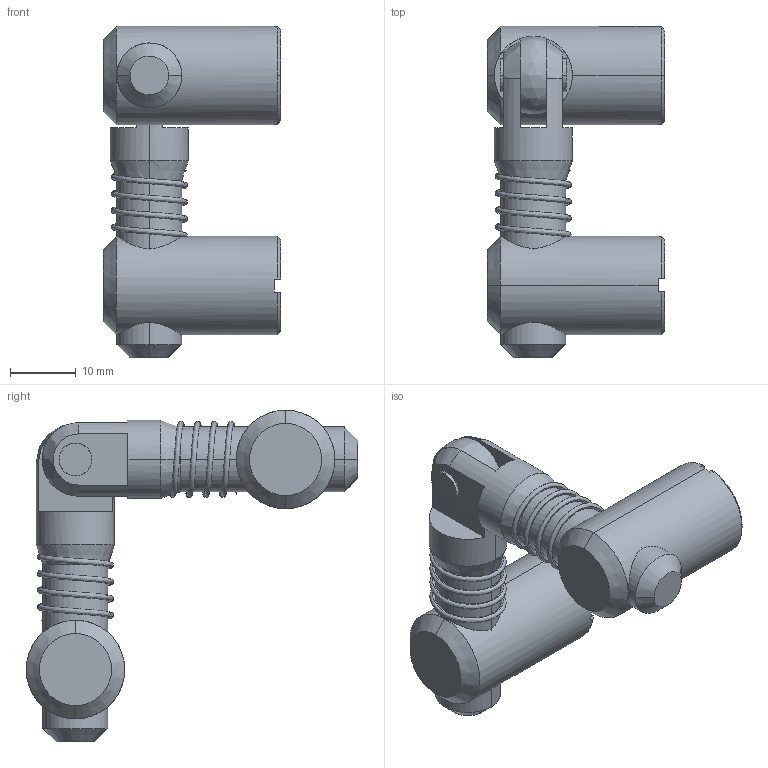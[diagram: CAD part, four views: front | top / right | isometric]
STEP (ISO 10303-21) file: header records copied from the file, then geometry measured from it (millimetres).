
FILE_DESCRIPTION (( 'STEP AP214' ), '1' );
FILE_NAME ('2.04.spmp.STEP', '2025-06-14T18:20:27', ( '' ), ( '' ), 'SwSTEP 2.0', 'SolidWorks 2023', '' );
FILE_SCHEMA (( 'AUTOMOTIVE_DESIGN' ));
Length unit declared in the file: millimetre
Products named in the file (1): 2.04.spmp
Bounding box: 27 x 50.5 x 50.5 mm (x, y, z)
Surface area: 8499.2 mm2 (no closed solid volume)
Topology: 0 solids, 9 shells, 117 faces, 308 edges, 200 vertices
Faces by surface type: plane 63, cone 27, cylinder 20, bspline 7
Entity records: 8421 total; most frequent: CARTESIAN_POINT 5555, ORIENTED_EDGE 570, DIRECTION 546, EDGE_CURVE 304, VERTEX_POINT 200, AXIS2_PLACEMENT_3D 197, LINE 152, VECTOR 152
